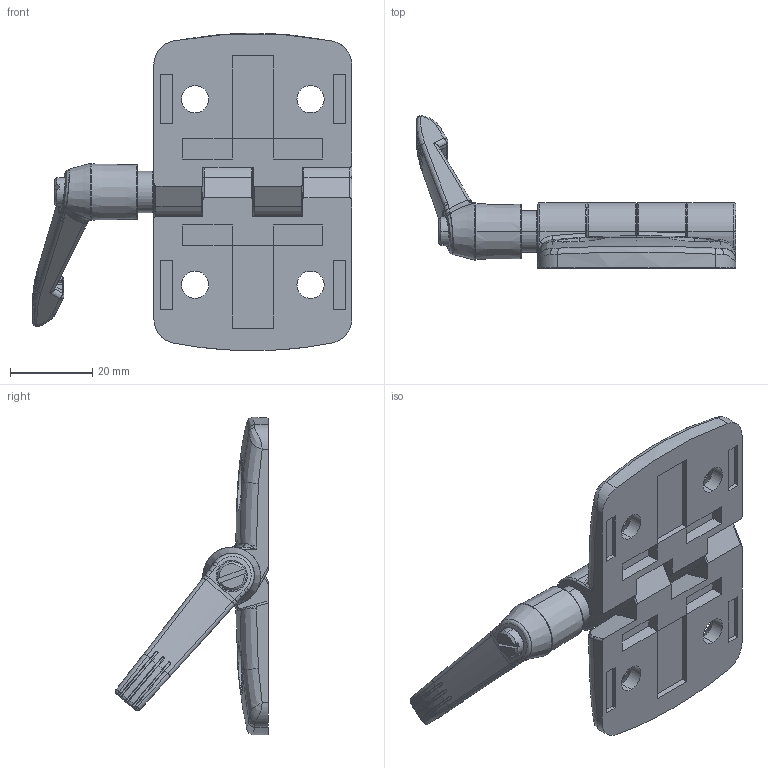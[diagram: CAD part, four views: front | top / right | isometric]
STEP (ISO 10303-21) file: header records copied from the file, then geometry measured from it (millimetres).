
FILE_DESCRIPTION (( 'STEP AP203' ), '1' );
FILE_NAME ('402601201_c_1.STEP', '2023-03-10T06:52:22', ( '' ), ( '' ), 'SwSTEP 2.0', 'SolidWorks 2014', '' );
FILE_SCHEMA (( 'CONFIG_CONTROL_DESIGN' ));
Length unit declared in the file: millimetre
Products named in the file (1): 402601201_c_1
Bounding box: 77.49 x 37.08 x 77 mm (x, y, z)
Volume: 26569.7 mm3; surface area: 15732.2 mm2
Topology: 4 solids, 4 shells, 428 faces, 1076 edges, 648 vertices
Faces by surface type: bspline 201, plane 102, cylinder 93, cone 32
Entity records: 19014 total; most frequent: CARTESIAN_POINT 10365, ORIENTED_EDGE 2112, DIRECTION 1342, EDGE_CURVE 1056, VERTEX_POINT 648, AXIS2_PLACEMENT_3D 517, EDGE_LOOP 458, FACE_OUTER_BOUND 428
